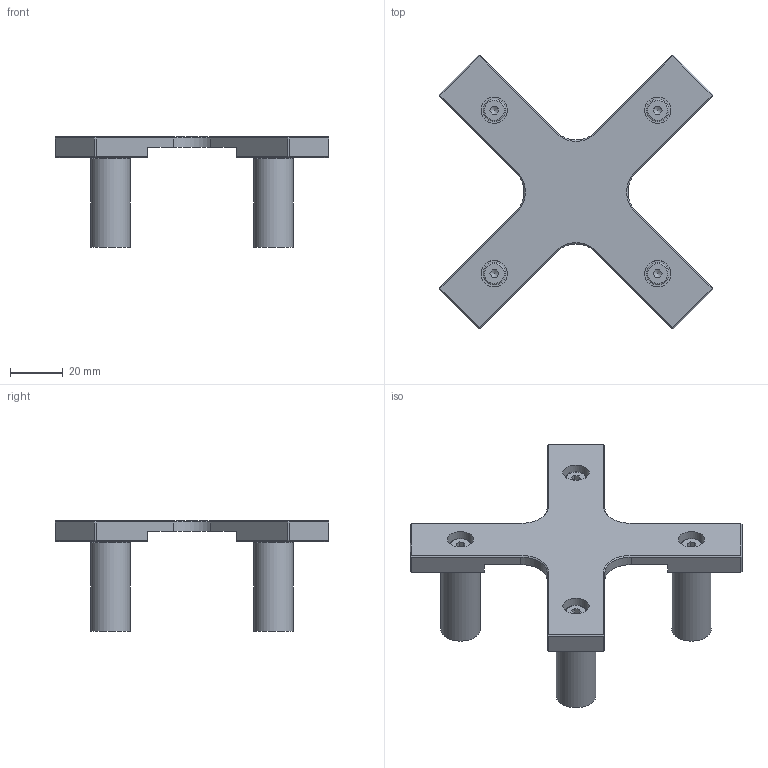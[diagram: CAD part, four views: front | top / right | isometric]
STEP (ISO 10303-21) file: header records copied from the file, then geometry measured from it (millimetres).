
FILE_DESCRIPTION(/* description */ ('ASSIEME PRESSORE PFP 145 '),/* implementation_level */ '2;1');
FILE_NAME(/* name */ 'PFP-145-P.stp',/* time_stamp */ '2021-06-11T11:06:31+02:00',/* author */ ('Francesca'),/* organization */ (''),/* preprocessor_version */ 'ST-DEVELOPER v17',/* originating_system */ 'Autodesk Inventor 2019',/* authorisation */ '');
FILE_SCHEMA (('AUTOMOTIVE_DESIGN { 1 0 10303 214 3 1 1 }'));
Length unit declared in the file: millimetre
Products named in the file (4): PFP-145-P-CLIENTE; PFP-145-PRESSORE; PFP-145-PERNO PRESSORE-cliente; DIN 7984 - M5 x 10
Assembly tree (9 placements, depth 2):
  PFP-145-P-CLIENTE
    PFP-145-PRESSORE
    PFP-145-PERNO PRESSORE-cliente  x4
    DIN 7984 - M5 x 10  x4
Bounding box: 103.94 x 103.94 x 42 mm (x, y, z)
Volume: 52639.2 mm3; surface area: 24449.1 mm2
Topology: 9 solids, 9 shells, 190 faces, 444 edges, 288 vertices
Faces by surface type: plane 122, cylinder 40, cone 20, torus 8
Full cylindrical faces by diameter (mm): 4.134 x4, 5 x4, 5.2 x4, 6.5 x4, 7.1 x4, 8.5 x4, 10 x4, 15 x4
Entity records: 3405 total; most frequent: DIRECTION 592, CARTESIAN_POINT 566, ORIENTED_EDGE 524, EDGE_CURVE 262, AXIS2_PLACEMENT_3D 209, LINE 174, VECTOR 174, VERTEX_POINT 162
